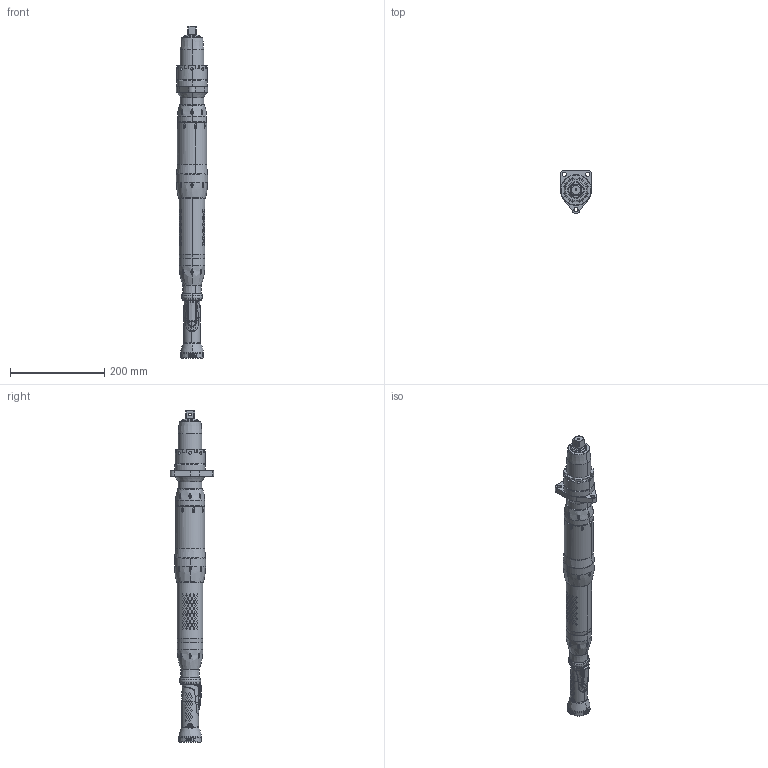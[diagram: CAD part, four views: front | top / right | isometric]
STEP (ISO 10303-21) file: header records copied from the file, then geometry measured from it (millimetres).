
FILE_DESCRIPTION((''),'2;1');
FILE_NAME('EXTT_COMP_SW0001','2024-05-18T23:25:39',('INEdipo'),(''),'CREO PARAMETRIC BY PTC INC, 2022414','CREO PARAMETRIC BY PTC INC, 2022414','');
FILE_SCHEMA(('AP242_MANAGED_MODEL_BASED_3D_ENGINEERING_MIM_LF { 1 0 10303 442 1 1 4 }'));
Products named in the file (1): EXTT_COMP_SW0001
Bounding box: 66 x 91.72 x 705.66 mm (x, y, z)
Volume: 1558680.7 mm3; surface area: 149721.8 mm2
Topology: 2 solids, 2 shells, 2780 faces, 7398 edges, 4847 vertices
Faces by surface type: bspline 960, plane 833, cylinder 385, cone 244, extrusion 204, torus 133, revolution 17, sphere 4
Entity records: 192592 total; most frequent: CARTESIAN_POINT 113678, ORIENTED_EDGE 14788, DIRECTION 7613, EDGE_CURVE 7394, VERTEX_POINT 4847, B_SPLINE_CURVE_WITH_KNOTS 4339, EDGE_LOOP 3037, PRESENTATION_STYLE_ASSIGNMENT 2976
